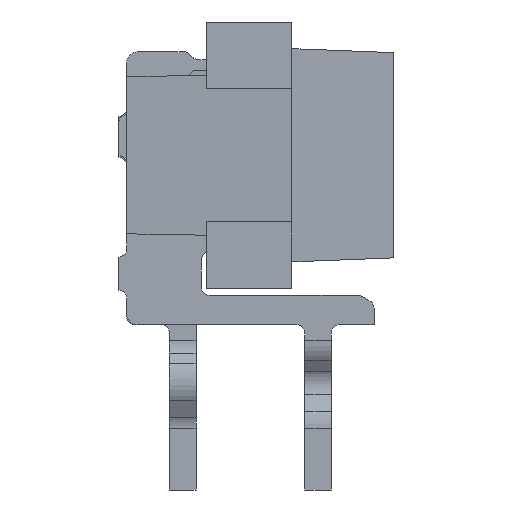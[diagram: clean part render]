
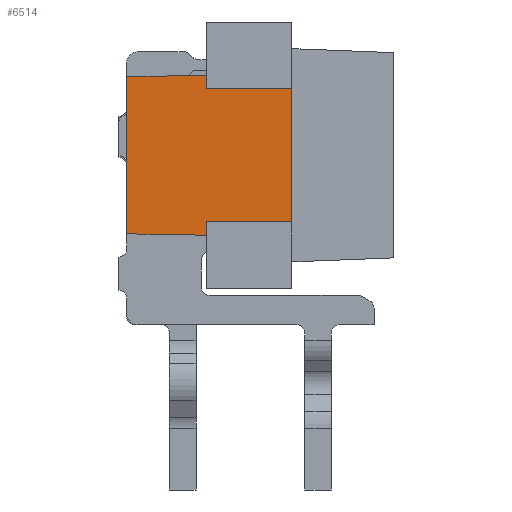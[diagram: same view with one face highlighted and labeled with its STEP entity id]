
A CAD part, front view. The second image highlights one B-rep face of the part: STEP entity #6514.
In plain terms, the highlighted planar face has unit normal (-0.018, -1, 0).
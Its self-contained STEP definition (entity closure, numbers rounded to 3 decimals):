
#464 = VERTEX_POINT('',#465);
#465 = CARTESIAN_POINT('',(0.375,-9.702,1.69));
#471 = EDGE_CURVE('',#464,#472,#474,.T.);
#472 = VERTEX_POINT('',#473);
#473 = CARTESIAN_POINT('',(0.375,-9.702,1.94));
#474 = LINE('',#475,#476);
#475 = CARTESIAN_POINT('',(0.375,-9.702,1.69));
#476 = VECTOR('',#477,1.);
#477 = DIRECTION('',(0.,0.,1.));
#614 = VERTEX_POINT('',#615);
#615 = CARTESIAN_POINT('',(0.375,-9.702,4.44));
#621 = EDGE_CURVE('',#614,#622,#624,.T.);
#622 = VERTEX_POINT('',#623);
#623 = CARTESIAN_POINT('',(0.375,-9.702,4.69));
#624 = LINE('',#625,#626);
#625 = CARTESIAN_POINT('',(0.375,-9.702,4.44));
#626 = VECTOR('',#627,1.);
#627 = DIRECTION('',(0.,0.,1.));
#2011 = VERTEX_POINT('',#2012);
#2012 = CARTESIAN_POINT('',(-1.125,-9.676,1.716));
#2018 = EDGE_CURVE('',#464,#2011,#2019,.T.);
#2019 = LINE('',#2020,#2021);
#2020 = CARTESIAN_POINT('',(0.375,-9.702,1.69));
#2021 = VECTOR('',#2022,1.);
#2022 = DIRECTION('',(-1.,0.017,
    0.017));
#3173 = VERTEX_POINT('',#3174);
#3174 = CARTESIAN_POINT('',(-1.125,-9.676,4.664));
#3180 = EDGE_CURVE('',#2011,#3173,#3181,.T.);
#3181 = LINE('',#3182,#3183);
#3182 = CARTESIAN_POINT('',(-1.125,-9.676,1.716));
#3183 = VECTOR('',#3184,1.);
#3184 = DIRECTION('',(0.,0.,1.));
#6367 = VERTEX_POINT('',#6368);
#6368 = CARTESIAN_POINT('',(1.975,-9.73,4.44));
#6412 = VERTEX_POINT('',#6413);
#6413 = CARTESIAN_POINT('',(1.975,-9.73,1.94));
#6480 = EDGE_CURVE('',#6367,#6412,#6481,.T.);
#6481 = LINE('',#6482,#6483);
#6482 = CARTESIAN_POINT('',(1.975,-9.73,4.44));
#6483 = VECTOR('',#6484,1.);
#6484 = DIRECTION('',(0.,0.,-1.));
#6514 = ADVANCED_FACE('',(#6515),#6540,.F.);
#6515 = FACE_BOUND('',#6516,.F.);
#6516 = EDGE_LOOP('',(#6517,#6518,#6524,#6525,#6526,#6527,#6533,#6534));
#6517 = ORIENTED_EDGE('',*,*,#6480,.T.);
#6518 = ORIENTED_EDGE('',*,*,#6519,.T.);
#6519 = EDGE_CURVE('',#6412,#472,#6520,.T.);
#6520 = LINE('',#6521,#6522);
#6521 = CARTESIAN_POINT('',(1.975,-9.73,1.94));
#6522 = VECTOR('',#6523,1.);
#6523 = DIRECTION('',(-1.,0.017,
    0.));
#6524 = ORIENTED_EDGE('',*,*,#471,.F.);
#6525 = ORIENTED_EDGE('',*,*,#2018,.T.);
#6526 = ORIENTED_EDGE('',*,*,#3180,.T.);
#6527 = ORIENTED_EDGE('',*,*,#6528,.T.);
#6528 = EDGE_CURVE('',#3173,#622,#6529,.T.);
#6529 = LINE('',#6530,#6531);
#6530 = CARTESIAN_POINT('',(-1.125,-9.676,4.664));
#6531 = VECTOR('',#6532,1.);
#6532 = DIRECTION('',(1.,-0.017,
    0.017));
#6533 = ORIENTED_EDGE('',*,*,#621,.F.);
#6534 = ORIENTED_EDGE('',*,*,#6535,.F.);
#6535 = EDGE_CURVE('',#6367,#614,#6536,.T.);
#6536 = LINE('',#6537,#6538);
#6537 = CARTESIAN_POINT('',(1.975,-9.73,4.44));
#6538 = VECTOR('',#6539,1.);
#6539 = DIRECTION('',(-1.,0.017,
    0.));
#6540 = PLANE('',#6541);
#6541 = AXIS2_PLACEMENT_3D('',#6542,#6543,#6544);
#6542 = CARTESIAN_POINT('',(1.975,-9.73,5.19));
#6543 = DIRECTION('',(0.017,1.,
    0.));
#6544 = DIRECTION('',(0.,0.,1.));
